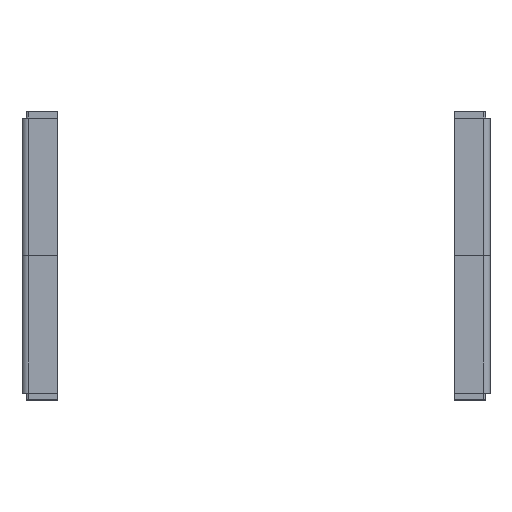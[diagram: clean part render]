
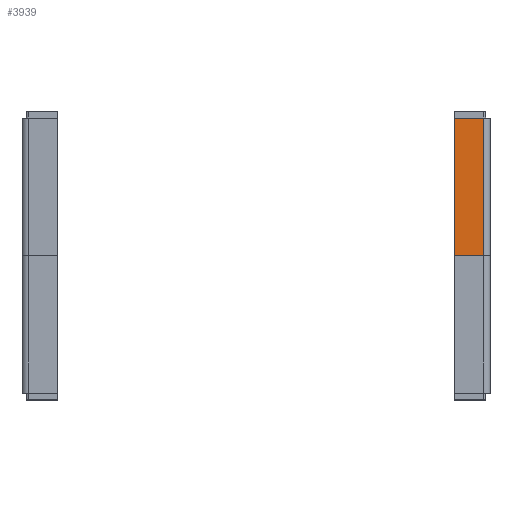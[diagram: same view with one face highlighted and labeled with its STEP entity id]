
A CAD part, top view. The second image highlights one B-rep face of the part: STEP entity #3939.
In plain terms, the highlighted planar face has unit normal (0, 0, 1).
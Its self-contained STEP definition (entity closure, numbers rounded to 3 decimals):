
#65 = DIRECTION ( 'NONE',  ( -1., 0., 0. ) ) ;
#216 = VECTOR ( 'NONE', #65, 1000. ) ;
#304 = CARTESIAN_POINT ( 'NONE',  ( 180., 113.75, 195. ) ) ;
#393 = PLANE ( 'NONE',  #5908 ) ;
#429 = DIRECTION ( 'NONE',  ( 0., -1., 0. ) ) ;
#753 = VECTOR ( 'NONE', #429, 1000. ) ;
#1363 = DIRECTION ( 'NONE',  ( 1., 0., 0. ) ) ;
#1886 = CARTESIAN_POINT ( 'NONE',  ( 180., 113.75, 195. ) ) ;
#1923 = CARTESIAN_POINT ( 'NONE',  ( 157., 113.75, 195. ) ) ;
#2063 = VERTEX_POINT ( 'NONE', #4911 ) ;
#2082 = EDGE_LOOP ( 'NONE', ( #4457, #4960, #5860, #5830 ) ) ;
#2219 = CARTESIAN_POINT ( 'NONE',  ( 157., 108.75, 195. ) ) ;
#2251 = DIRECTION ( 'NONE',  ( 0., -1., 0. ) ) ;
#2336 = VECTOR ( 'NONE', #2251, 1000. ) ;
#2341 = EDGE_CURVE ( 'NONE', #2063, #3364, #6360, .T. ) ;
#2689 = VERTEX_POINT ( 'NONE', #2747 ) ;
#2747 = CARTESIAN_POINT ( 'NONE',  ( 180., 0., 195. ) ) ;
#2966 = LINE ( 'NONE', #1923, #753 ) ;
#3364 = VERTEX_POINT ( 'NONE', #2219 ) ;
#3677 = CARTESIAN_POINT ( 'NONE',  ( 157., 0., 195. ) ) ;
#3772 = DIRECTION ( 'NONE',  ( 0., 0., 1. ) ) ;
#3939 = ADVANCED_FACE ( 'NONE', ( #6230 ), #393, .T. ) ;
#4212 = EDGE_CURVE ( 'NONE', #5754, #2689, #4496, .T. ) ;
#4457 = ORIENTED_EDGE ( 'NONE', *, *, #2341, .T. ) ;
#4496 = LINE ( 'NONE', #4889, #4978 ) ;
#4889 = CARTESIAN_POINT ( 'NONE',  ( 180., 0., 195. ) ) ;
#4911 = CARTESIAN_POINT ( 'NONE',  ( 180., 108.75, 195. ) ) ;
#4960 = ORIENTED_EDGE ( 'NONE', *, *, #4997, .T. ) ;
#4978 = VECTOR ( 'NONE', #5411, 1000. ) ;
#4997 = EDGE_CURVE ( 'NONE', #3364, #5754, #2966, .T. ) ;
#5411 = DIRECTION ( 'NONE',  ( 1., 0., 0. ) ) ;
#5705 = EDGE_CURVE ( 'NONE', #2063, #2689, #5722, .T. ) ;
#5722 = LINE ( 'NONE', #304, #2336 ) ;
#5754 = VERTEX_POINT ( 'NONE', #3677 ) ;
#5830 = ORIENTED_EDGE ( 'NONE', *, *, #5705, .F. ) ;
#5860 = ORIENTED_EDGE ( 'NONE', *, *, #4212, .T. ) ;
#5908 = AXIS2_PLACEMENT_3D ( 'NONE', #1886, #3772, #1363 ) ;
#5913 = CARTESIAN_POINT ( 'NONE',  ( 185., 108.75, 195. ) ) ;
#6230 = FACE_OUTER_BOUND ( 'NONE', #2082, .T. ) ;
#6360 = LINE ( 'NONE', #5913, #216 ) ;
